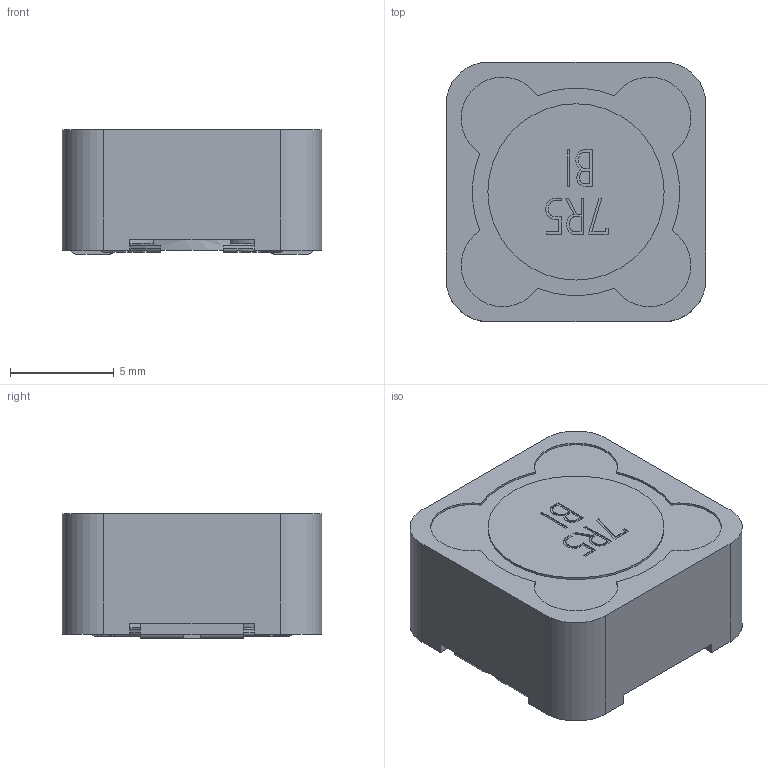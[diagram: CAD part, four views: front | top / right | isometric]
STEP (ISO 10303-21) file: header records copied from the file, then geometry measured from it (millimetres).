
FILE_DESCRIPTION(/* description */ ('Unknown'),/* implementation_level */ '2;1');
FILE_NAME(/* name */ 'HA78-50',/* time_stamp */ '2021-11-09T10:05:00+08:00',/* author */ ('Unknown'),/* organization */ ('Unknown'),/* preprocessor_version */ 'ST-DEVELOPER v16.7',/* originating_system */ 'Solid Edge',/* authorisation */ 'Unknown');
FILE_SCHEMA (('AUTOMOTIVE_DESIGN {1 0 10303 214 3 1 1}'));
Length unit declared in the file: millimetre
Products named in the file (1): HA78-50
Bounding box: 12.5 x 12.5 x 6 mm (x, y, z)
Volume: 687.9 mm3; surface area: 852.8 mm2
Topology: 1 solids, 2 shells, 188 faces, 508 edges, 333 vertices
Faces by surface type: plane 133, cylinder 38, bspline 13, torus 4
Full cylindrical faces by diameter (mm): 0.5 x1, 8.5 x1, 9.8 x1, 10 x1
Entity records: 7541 total; most frequent: CARTESIAN_POINT 1599, ORIENTED_EDGE 1006, DIRECTION 873, EDGE_CURVE 503, VERTEX_POINT 332, LINE 309, VECTOR 309, AXIS2_PLACEMENT_3D 282
